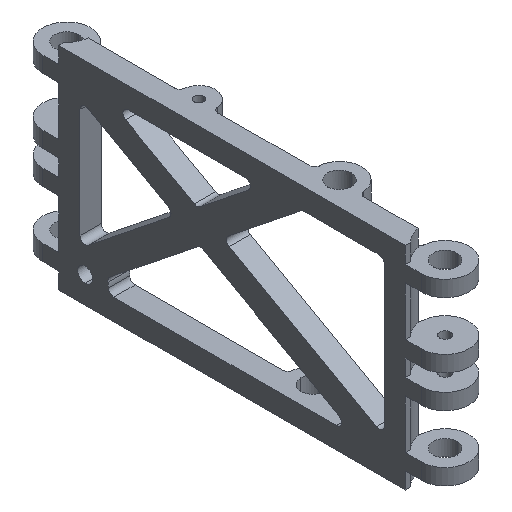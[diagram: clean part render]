
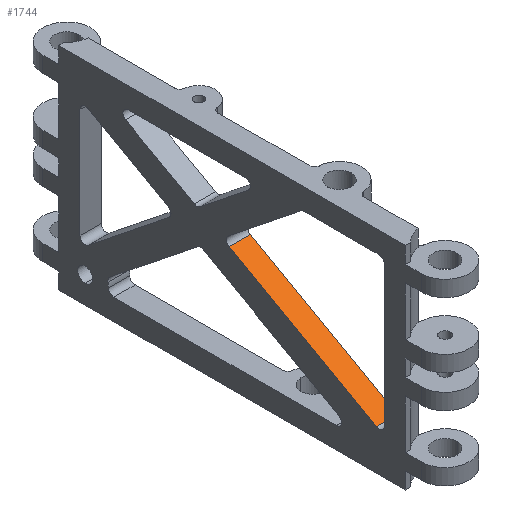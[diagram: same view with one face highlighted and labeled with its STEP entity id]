
A CAD part, isometric view. The second image highlights one B-rep face of the part: STEP entity #1744.
In plain terms, the highlighted planar face has unit normal (0, -0.488, 0.873).
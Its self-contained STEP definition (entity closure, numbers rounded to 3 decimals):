
#76 = LINE ( 'NONE', #2849, #894 ) ;
#89 = VERTEX_POINT ( 'NONE', #2874 ) ;
#232 = CARTESIAN_POINT ( 'NONE',  ( -37.5, -29.012, -32.387 ) ) ;
#449 = CARTESIAN_POINT ( 'NONE',  ( -33.5, -30.5, -33.219 ) ) ;
#493 = FACE_OUTER_BOUND ( 'NONE', #1958, .T. ) ;
#572 = ORIENTED_EDGE ( 'NONE', *, *, #1171, .F. ) ;
#701 = EDGE_CURVE ( 'NONE', #89, #2125, #3763, .T. ) ;
#711 = LINE ( 'NONE', #3445, #1076 ) ;
#804 = DIRECTION ( 'NONE',  ( 0., 0.873, 0.488 ) ) ;
#894 = VECTOR ( 'NONE', #804, 1000. ) ;
#987 = DIRECTION ( 'NONE',  ( 0., 0.873, 0.488 ) ) ;
#996 = ORIENTED_EDGE ( 'NONE', *, *, #1085, .F. ) ;
#1074 = VERTEX_POINT ( 'NONE', #3743 ) ;
#1076 = VECTOR ( 'NONE', #3488, 1000. ) ;
#1085 = EDGE_CURVE ( 'NONE', #1074, #89, #2275, .T. ) ;
#1161 = VECTOR ( 'NONE', #987, 1000. ) ;
#1171 = EDGE_CURVE ( 'NONE', #2125, #3731, #711, .T. ) ;
#1355 = CARTESIAN_POINT ( 'NONE',  ( -33.5, -1.183, -16.818 ) ) ;
#1534 = AXIS2_PLACEMENT_3D ( 'NONE', #449, #1791, #1856 ) ;
#1744 = ADVANCED_FACE ( 'NONE', ( #493 ), #3569, .F. ) ;
#1791 = DIRECTION ( 'NONE',  ( 0., 0.488, -0.873 ) ) ;
#1856 = DIRECTION ( 'NONE',  ( 0., 0.873, 0.488 ) ) ;
#1958 = EDGE_LOOP ( 'NONE', ( #2701, #996, #3935, #572 ) ) ;
#2125 = VERTEX_POINT ( 'NONE', #2854 ) ;
#2275 = LINE ( 'NONE', #232, #4502 ) ;
#2643 = EDGE_CURVE ( 'NONE', #1074, #3731, #76, .T. ) ;
#2701 = ORIENTED_EDGE ( 'NONE', *, *, #701, .F. ) ;
#2849 = CARTESIAN_POINT ( 'NONE',  ( -33.5, -30.5, -33.219 ) ) ;
#2854 = CARTESIAN_POINT ( 'NONE',  ( -37.5, -1.183, -16.818 ) ) ;
#2874 = CARTESIAN_POINT ( 'NONE',  ( -37.5, -29.012, -32.387 ) ) ;
#3445 = CARTESIAN_POINT ( 'NONE',  ( -33.5, -1.183, -16.818 ) ) ;
#3488 = DIRECTION ( 'NONE',  ( 1., 0., 0. ) ) ;
#3569 = PLANE ( 'NONE',  #1534 ) ;
#3731 = VERTEX_POINT ( 'NONE', #1355 ) ;
#3743 = CARTESIAN_POINT ( 'NONE',  ( -33.5, -29.012, -32.387 ) ) ;
#3763 = LINE ( 'NONE', #4110, #1161 ) ;
#3935 = ORIENTED_EDGE ( 'NONE', *, *, #2643, .T. ) ;
#4110 = CARTESIAN_POINT ( 'NONE',  ( -37.5, -30.5, -33.219 ) ) ;
#4358 = DIRECTION ( 'NONE',  ( -1., 0., 0. ) ) ;
#4502 = VECTOR ( 'NONE', #4358, 1000. ) ;
